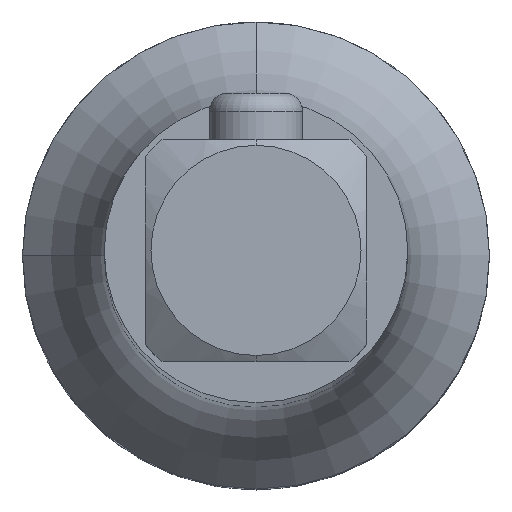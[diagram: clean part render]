
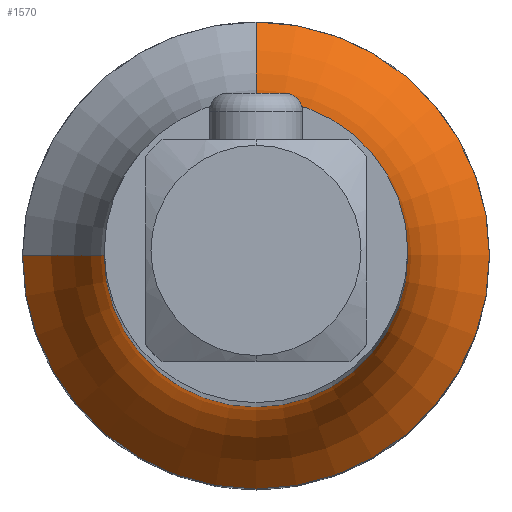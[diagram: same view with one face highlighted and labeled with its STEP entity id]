
A CAD part, top view. The second image highlights one B-rep face of the part: STEP entity #1570.
In plain terms, the highlighted toroidal (fillet/blend) face has major radius 16.5 mm and minor radius 10 mm.
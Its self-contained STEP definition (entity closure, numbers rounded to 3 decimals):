
#345=CARTESIAN_POINT('',(0.,0.,23.099));
#346=DIRECTION('',(0.,0.,1.));
#347=DIRECTION('',(-1.,0.,0.));
#348=AXIS2_PLACEMENT_3D('',#345,#346,#347);
#383=CARTESIAN_POINT('',(0.,0.,23.099));
#384=DIRECTION('',(0.,0.,1.));
#385=DIRECTION('',(0.,-1.,0.));
#386=AXIS2_PLACEMENT_3D('',#383,#384,#385);
#391=CARTESIAN_POINT('',(0.,0.,15.5));
#392=DIRECTION('',(0.,0.,-1.));
#393=DIRECTION('',(1.,0.,0.));
#394=AXIS2_PLACEMENT_3D('',#391,#392,#393);
#399=CARTESIAN_POINT('',(-16.5,0.,23.099));
#400=DIRECTION('',(0.,-1.,0.));
#401=DIRECTION('',(0.65,0.,-0.76));
#402=AXIS2_PLACEMENT_3D('',#399,#400,#401);
#407=CARTESIAN_POINT('',(0.,16.5,23.099));
#408=DIRECTION('',(-1.,0.,0.));
#409=DIRECTION('',(0.,-0.65,-0.76));
#410=AXIS2_PLACEMENT_3D('',#407,#408,#409);
#450=CARTESIAN_POINT('',(0.,0.,15.5));
#451=DIRECTION('',(0.,0.,1.));
#452=DIRECTION('',(1.,0.,0.));
#453=AXIS2_PLACEMENT_3D('',#450,#451,#452);
#1200=CARTESIAN_POINT('',(10.,0.,15.5));
#1201=CARTESIAN_POINT('',(0.,10.,15.5));
#1202=VERTEX_POINT('',#1200);
#1203=VERTEX_POINT('',#1201);
#1204=CARTESIAN_POINT('',(-10.,0.,15.5));
#1205=VERTEX_POINT('',#1204);
#1206=CARTESIAN_POINT('',(0.,6.5,23.099));
#1207=CARTESIAN_POINT('',(-6.5,0.,23.099));
#1208=VERTEX_POINT('',#1206);
#1209=VERTEX_POINT('',#1207);
#1210=CARTESIAN_POINT('',(0.,-6.5,23.099));
#1211=VERTEX_POINT('',#1210);
#1553=CARTESIAN_POINT('',(0.,0.,23.099));
#1554=DIRECTION('',(0.,0.,1.));
#1555=DIRECTION('',(-0.034,-0.999,0.));
#1556=AXIS2_PLACEMENT_3D('',#1553,#1554,#1555);
#1557=TOROIDAL_SURFACE('',#1556,16.5,10.);
#1558=ORIENTED_EDGE('',*,*,#1547,.T.);
#1560=ORIENTED_EDGE('',*,*,#1559,.F.);
#1562=ORIENTED_EDGE('',*,*,#1561,.F.);
#1564=ORIENTED_EDGE('',*,*,#1563,.T.);
#1566=ORIENTED_EDGE('',*,*,#1565,.T.);
#1567=ORIENTED_EDGE('',*,*,#1531,.T.);
#1568=EDGE_LOOP('',(#1558,#1560,#1562,#1564,#1566,#1567));
#1569=FACE_OUTER_BOUND('',#1568,.F.);
#1570=ADVANCED_FACE('',(#1569),#1557,.F.);
#349=CIRCLE('',#348,6.5);
#387=CIRCLE('',#386,6.5);
#395=CIRCLE('',#394,10.);
#403=CIRCLE('',#402,10.);
#411=CIRCLE('',#410,10.);
#454=CIRCLE('',#453,10.);
#1531=EDGE_CURVE('',#1209,#1211,#349,.T.);
#1547=EDGE_CURVE('',#1211,#1208,#387,.T.);
#1559=EDGE_CURVE('',#1203,#1208,#411,.T.);
#1561=EDGE_CURVE('',#1202,#1203,#454,.T.);
#1563=EDGE_CURVE('',#1202,#1205,#395,.T.);
#1565=EDGE_CURVE('',#1205,#1209,#403,.T.);
